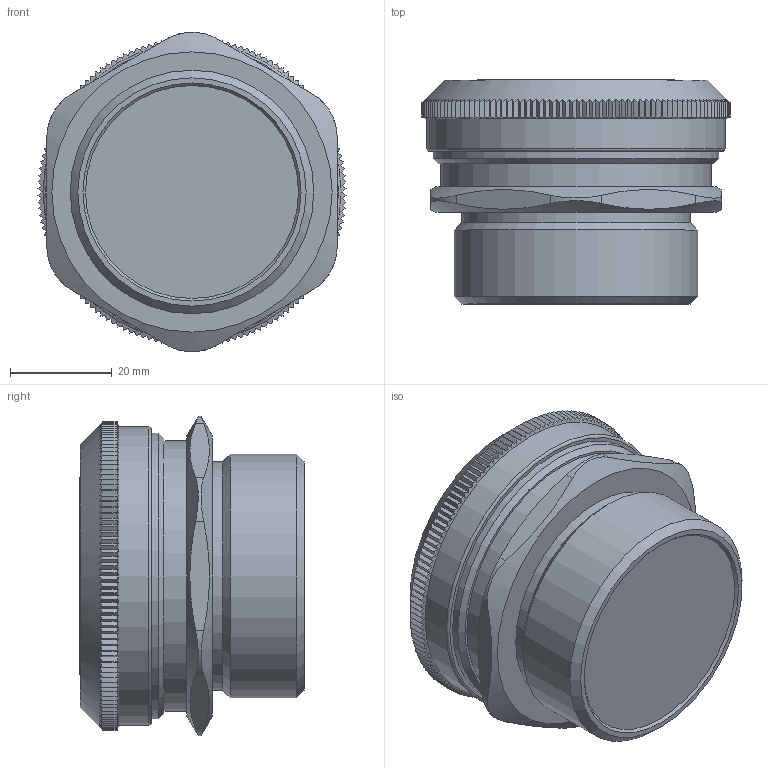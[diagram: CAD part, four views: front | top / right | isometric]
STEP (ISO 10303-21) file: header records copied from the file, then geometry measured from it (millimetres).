
FILE_DESCRIPTION(/* description */ (''),/* implementation_level */ '2;1');
FILE_NAME(/* name */ '',/* time_stamp */ '2024-07-26T11:33:27+07:00',/* author */ ('zeta-44'),/* organization */ (''),/* preprocessor_version */ 'ST-DEVELOPER v19.2',/* originating_system */ 'Autodesk Inventor 2024',/* authorisation */ '');
FILE_SCHEMA (('AUTOMOTIVE_DESIGN { 1 0 10303 214 3 1 1 }'));
Length unit declared in the file: millimetre
Products named in the file (1): Деталь24
Bounding box: 60.49 x 44 x 62.7 mm (x, y, z)
Volume: 96202.2 mm3; surface area: 13765.6 mm2
Topology: 1 solids, 1 shells, 330 faces, 955 edges, 635 vertices
Faces by surface type: plane 304, cylinder 12, cone 9, torus 3, bspline 2
Full cylindrical faces by diameter (mm): 44.843 x1, 47.803 x1, 53 x1, 56 x1, 58.5 x1
Entity records: 10699 total; most frequent: CARTESIAN_POINT 3400, ORIENTED_EDGE 1910, DIRECTION 1039, EDGE_CURVE 955, VERTEX_POINT 635, AXIS2_PLACEMENT_3D 363, EDGE_LOOP 338, FACE_OUTER_BOUND 330
